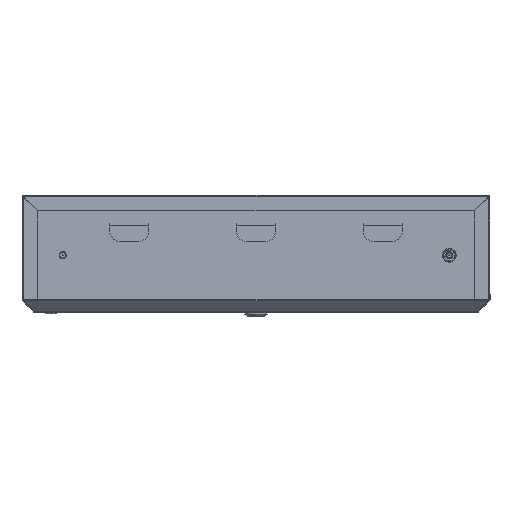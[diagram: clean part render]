
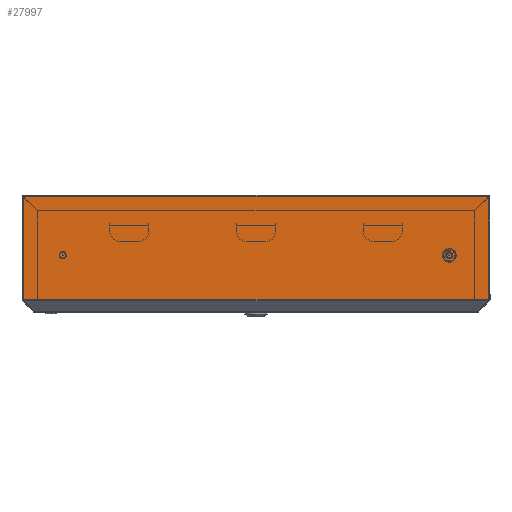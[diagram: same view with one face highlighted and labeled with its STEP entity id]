
A CAD part, left-side view. The second image highlights one B-rep face of the part: STEP entity #27997.
In plain terms, the highlighted planar face has unit normal (-1, 0, 0).
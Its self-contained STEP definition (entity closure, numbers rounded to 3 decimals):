
#161 = DIRECTION ( 'NONE',  ( 0., 0., 1. ) ) ;
#706 = LINE ( 'NONE', #30799, #34850 ) ;
#1621 = LINE ( 'NONE', #8238, #15137 ) ;
#1722 = EDGE_CURVE ( 'NONE', #33294, #1783, #21490, .T. ) ;
#1783 = VERTEX_POINT ( 'NONE', #11423 ) ;
#2496 = EDGE_CURVE ( 'NONE', #4948, #1783, #1621, .T. ) ;
#3071 = EDGE_LOOP ( 'NONE', ( #6043, #22391 ) ) ;
#3643 = EDGE_CURVE ( 'NONE', #33294, #26429, #706, .T. ) ;
#4587 = CIRCLE ( 'NONE', #7586, 0.5 ) ;
#4948 = VERTEX_POINT ( 'NONE', #34292 ) ;
#6011 = EDGE_LOOP ( 'NONE', ( #27083, #24733 ) ) ;
#6043 = ORIENTED_EDGE ( 'NONE', *, *, #12272, .T. ) ;
#6690 = DIRECTION ( 'NONE',  ( 1., 0., 0. ) ) ;
#6729 = VECTOR ( 'NONE', #28820, 1000. ) ;
#7088 = CIRCLE ( 'NONE', #30090, 0.5 ) ;
#7586 = AXIS2_PLACEMENT_3D ( 'NONE', #29849, #6690, #26795 ) ;
#8048 = AXIS2_PLACEMENT_3D ( 'NONE', #12514, #15102, #34042 ) ;
#8238 = CARTESIAN_POINT ( 'NONE',  ( 0., 476.6, 0. ) ) ;
#8355 = DIRECTION ( 'NONE',  ( 0., 0., -1. ) ) ;
#8444 = EDGE_CURVE ( 'NONE', #20823, #9540, #4587, .T. ) ;
#8975 = CARTESIAN_POINT ( 'NONE',  ( 0., 40., 61. ) ) ;
#9165 = EDGE_LOOP ( 'NONE', ( #24992, #16410, #23317, #9425 ) ) ;
#9425 = ORIENTED_EDGE ( 'NONE', *, *, #2496, .T. ) ;
#9540 = VERTEX_POINT ( 'NONE', #34416 ) ;
#9735 = CARTESIAN_POINT ( 'NONE',  ( 0., 476.6, 1. ) ) ;
#9777 = PLANE ( 'NONE',  #8048 ) ;
#10272 = CARTESIAN_POINT ( 'NONE',  ( 0., 0., 106.4 ) ) ;
#11423 = CARTESIAN_POINT ( 'NONE',  ( 0., 476.6, 1. ) ) ;
#11707 = CARTESIAN_POINT ( 'NONE',  ( 0., 40., 61. ) ) ;
#11739 = DIRECTION ( 'NONE',  ( 0., 0., -1. ) ) ;
#12272 = EDGE_CURVE ( 'NONE', #24290, #13147, #13054, .T. ) ;
#12514 = CARTESIAN_POINT ( 'NONE',  ( 0., 0., 0. ) ) ;
#12952 = FACE_BOUND ( 'NONE', #6011, .T. ) ;
#13054 = CIRCLE ( 'NONE', #15630, 0.5 ) ;
#13147 = VERTEX_POINT ( 'NONE', #32897 ) ;
#14319 = CARTESIAN_POINT ( 'NONE',  ( 0., 436.6, 61.5 ) ) ;
#14390 = DIRECTION ( 'NONE',  ( 0., 0., -1. ) ) ;
#15102 = DIRECTION ( 'NONE',  ( 1., 0., 0. ) ) ;
#15137 = VECTOR ( 'NONE', #8355, 1000. ) ;
#15630 = AXIS2_PLACEMENT_3D ( 'NONE', #8975, #27797, #11739 ) ;
#16158 = EDGE_CURVE ( 'NONE', #26429, #4948, #17261, .T. ) ;
#16288 = DIRECTION ( 'NONE',  ( 0., 0., 1. ) ) ;
#16360 = DIRECTION ( 'NONE',  ( 1., 0., 0. ) ) ;
#16410 = ORIENTED_EDGE ( 'NONE', *, *, #3643, .T. ) ;
#17261 = LINE ( 'NONE', #10272, #24408 ) ;
#17391 = CIRCLE ( 'NONE', #26450, 0.5 ) ;
#20823 = VERTEX_POINT ( 'NONE', #14319 ) ;
#21490 = LINE ( 'NONE', #9735, #6729 ) ;
#22391 = ORIENTED_EDGE ( 'NONE', *, *, #33805, .T. ) ;
#23317 = ORIENTED_EDGE ( 'NONE', *, *, #16158, .T. ) ;
#24290 = VERTEX_POINT ( 'NONE', #26192 ) ;
#24408 = VECTOR ( 'NONE', #26356, 1000. ) ;
#24472 = EDGE_CURVE ( 'NONE', #9540, #20823, #17391, .T. ) ;
#24733 = ORIENTED_EDGE ( 'NONE', *, *, #8444, .T. ) ;
#24992 = ORIENTED_EDGE ( 'NONE', *, *, #1722, .F. ) ;
#26192 = CARTESIAN_POINT ( 'NONE',  ( 0., 40., 60.5 ) ) ;
#26356 = DIRECTION ( 'NONE',  ( 0., 1., 0. ) ) ;
#26363 = FACE_BOUND ( 'NONE', #3071, .T. ) ;
#26429 = VERTEX_POINT ( 'NONE', #34720 ) ;
#26450 = AXIS2_PLACEMENT_3D ( 'NONE', #32421, #16360, #161 ) ;
#26795 = DIRECTION ( 'NONE',  ( 0., 0., 1. ) ) ;
#27083 = ORIENTED_EDGE ( 'NONE', *, *, #24472, .T. ) ;
#27797 = DIRECTION ( 'NONE',  ( 1., 0., 0. ) ) ;
#27997 = ADVANCED_FACE ( 'NONE', ( #12952, #26363, #33562 ), #9777, .F. ) ;
#28820 = DIRECTION ( 'NONE',  ( 0., 1., 0. ) ) ;
#29849 = CARTESIAN_POINT ( 'NONE',  ( 0., 436.6, 61. ) ) ;
#30090 = AXIS2_PLACEMENT_3D ( 'NONE', #11707, #30479, #14390 ) ;
#30479 = DIRECTION ( 'NONE',  ( 1., 0., 0. ) ) ;
#30799 = CARTESIAN_POINT ( 'NONE',  ( 0., 0., 0. ) ) ;
#32421 = CARTESIAN_POINT ( 'NONE',  ( 0., 436.6, 61. ) ) ;
#32630 = CARTESIAN_POINT ( 'NONE',  ( 0., 0., 1. ) ) ;
#32897 = CARTESIAN_POINT ( 'NONE',  ( 0., 40., 61.5 ) ) ;
#33294 = VERTEX_POINT ( 'NONE', #32630 ) ;
#33562 = FACE_OUTER_BOUND ( 'NONE', #9165, .T. ) ;
#33805 = EDGE_CURVE ( 'NONE', #13147, #24290, #7088, .T. ) ;
#34042 = DIRECTION ( 'NONE',  ( 0., 0., -1. ) ) ;
#34292 = CARTESIAN_POINT ( 'NONE',  ( 0., 476.6, 106.4 ) ) ;
#34416 = CARTESIAN_POINT ( 'NONE',  ( 0., 436.6, 60.5 ) ) ;
#34720 = CARTESIAN_POINT ( 'NONE',  ( 0., 0., 106.4 ) ) ;
#34850 = VECTOR ( 'NONE', #16288, 1000. ) ;
